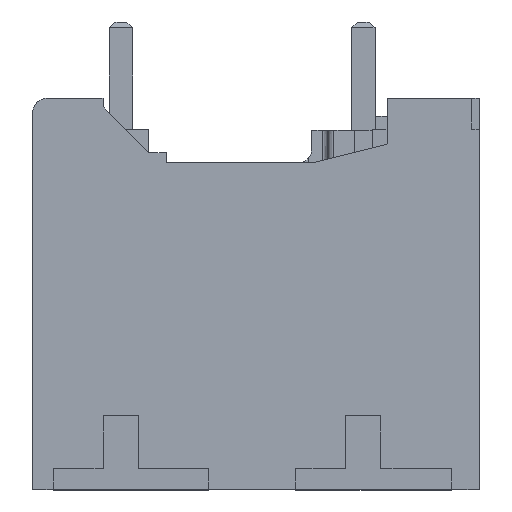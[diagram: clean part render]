
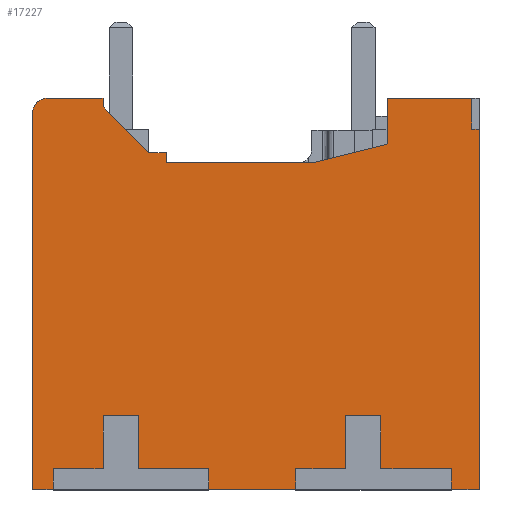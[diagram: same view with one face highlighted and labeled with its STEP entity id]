
A CAD part, top view. The second image highlights one B-rep face of the part: STEP entity #17227.
In plain terms, the highlighted planar face has unit normal (0, 0, 1).
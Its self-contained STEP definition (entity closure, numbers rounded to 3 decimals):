
#597=DIRECTION('',(1.,0.,0.));
#598=VECTOR('',#597,0.7);
#599=CARTESIAN_POINT('',(-3.,0.,2.2));
#600=LINE('',#599,#598);
#609=DIRECTION('',(1.,0.,0.));
#610=VECTOR('',#609,2.95);
#611=CARTESIAN_POINT('',(3.,0.,2.2));
#612=LINE('',#611,#610);
#621=DIRECTION('',(1.,0.,0.));
#622=VECTOR('',#621,0.95);
#623=CARTESIAN_POINT('',(11.25,0.,2.2));
#624=LINE('',#623,#622);
#1512=DIRECTION('',(-1.,0.,0.));
#1513=VECTOR('',#1512,1.895);
#1514=CARTESIAN_POINT('',(-0.605,13.3,2.2));
#1515=LINE('',#1514,#1513);
#3141=DIRECTION('',(0.707,0.707,0.));
#3142=VECTOR('',#3141,0.039);
#3143=CARTESIAN_POINT('',(9.032,11.732,2.2));
#3144=LINE('',#3143,#3142);
#3145=DIRECTION('',(0.,-1.,0.));
#3146=VECTOR('',#3145,1.541);
#3147=CARTESIAN_POINT('',(9.059,13.3,2.2));
#3148=LINE('',#3147,#3146);
#3149=DIRECTION('',(-1.,0.,0.));
#3150=VECTOR('',#3149,2.878);
#3151=CARTESIAN_POINT('',(11.938,13.3,2.2));
#3152=LINE('',#3151,#3150);
#3153=DIRECTION('',(0.,1.,0.));
#3154=VECTOR('',#3153,1.05);
#3155=CARTESIAN_POINT('',(11.938,12.25,2.2));
#3156=LINE('',#3155,#3154);
#3157=DIRECTION('',(1.,0.,0.));
#3158=VECTOR('',#3157,0.262);
#3159=CARTESIAN_POINT('',(11.938,12.25,2.2));
#3160=LINE('',#3159,#3158);
#3161=DIRECTION('',(0.,-1.,0.));
#3162=VECTOR('',#3161,12.25);
#3163=CARTESIAN_POINT('',(12.2,12.25,2.2));
#3164=LINE('',#3163,#3162);
#3165=DIRECTION('',(-1.,0.,0.));
#3166=VECTOR('',#3165,2.4);
#3167=CARTESIAN_POINT('',(11.25,0.7,2.2));
#3168=LINE('',#3167,#3166);
#3169=DIRECTION('',(-1.,0.,0.));
#3170=VECTOR('',#3169,1.2);
#3171=CARTESIAN_POINT('',(8.85,2.5,2.2));
#3172=LINE('',#3171,#3170);
#3173=DIRECTION('',(0.,-1.,0.));
#3174=VECTOR('',#3173,1.8);
#3175=CARTESIAN_POINT('',(7.65,2.5,2.2));
#3176=LINE('',#3175,#3174);
#3177=DIRECTION('',(-1.,0.,0.));
#3178=VECTOR('',#3177,1.7);
#3179=CARTESIAN_POINT('',(7.65,0.7,2.2));
#3180=LINE('',#3179,#3178);
#3181=DIRECTION('',(0.,-1.,0.));
#3182=VECTOR('',#3181,0.7);
#3183=CARTESIAN_POINT('',(5.95,0.7,2.2));
#3184=LINE('',#3183,#3182);
#3185=DIRECTION('',(-1.,0.,0.));
#3186=VECTOR('',#3185,2.4);
#3187=CARTESIAN_POINT('',(3.,0.7,2.2));
#3188=LINE('',#3187,#3186);
#3189=DIRECTION('',(-1.,0.,0.));
#3190=VECTOR('',#3189,1.2);
#3191=CARTESIAN_POINT('',(0.6,2.5,2.2));
#3192=LINE('',#3191,#3190);
#3193=DIRECTION('',(0.,-1.,0.));
#3194=VECTOR('',#3193,1.8);
#3195=CARTESIAN_POINT('',(-0.6,2.5,2.2));
#3196=LINE('',#3195,#3194);
#3197=DIRECTION('',(-1.,0.,0.));
#3198=VECTOR('',#3197,1.7);
#3199=CARTESIAN_POINT('',(-0.6,0.7,2.2));
#3200=LINE('',#3199,#3198);
#3201=DIRECTION('',(0.,-1.,0.));
#3202=VECTOR('',#3201,0.7);
#3203=CARTESIAN_POINT('',(-2.3,0.7,2.2));
#3204=LINE('',#3203,#3202);
#3205=DIRECTION('',(0.,1.,0.));
#3206=VECTOR('',#3205,12.8);
#3207=CARTESIAN_POINT('',(-3.,0.,2.2));
#3208=LINE('',#3207,#3206);
#3209=CARTESIAN_POINT('',(-2.5,12.8,2.2));
#3210=DIRECTION('',(0.,0.,-1.));
#3211=DIRECTION('',(-1.,0.,0.));
#3212=AXIS2_PLACEMENT_3D('',#3209,#3210,#3211);
#3214=DIRECTION('',(0.,1.,0.));
#3215=VECTOR('',#3214,0.295);
#3216=CARTESIAN_POINT('',(-0.605,13.005,2.2));
#3217=LINE('',#3216,#3215);
#3218=DIRECTION('',(0.707,-0.707,0.));
#3219=VECTOR('',#3218,2.199);
#3220=CARTESIAN_POINT('',(-0.605,13.005,2.2));
#3221=LINE('',#3220,#3219);
#3222=DIRECTION('',(-1.,0.,0.));
#3223=VECTOR('',#3222,0.596);
#3224=CARTESIAN_POINT('',(1.546,11.451,2.2));
#3225=LINE('',#3224,#3223);
#3226=DIRECTION('',(0.,1.,0.));
#3227=VECTOR('',#3226,0.351);
#3228=CARTESIAN_POINT('',(1.546,11.1,2.2));
#3229=LINE('',#3228,#3227);
#3230=DIRECTION('',(1.,0.,0.));
#3231=VECTOR('',#3230,4.959);
#3232=CARTESIAN_POINT('',(1.546,11.1,2.2));
#3233=LINE('',#3232,#3231);
#3234=DIRECTION('',(-0.97,-0.243,0.));
#3235=VECTOR('',#3234,2.604);
#3236=CARTESIAN_POINT('',(9.032,11.732,2.2));
#3237=LINE('',#3236,#3235);
#3402=DIRECTION('',(0.,-1.,0.));
#3403=VECTOR('',#3402,0.7);
#3404=CARTESIAN_POINT('',(11.25,0.7,2.2));
#3405=LINE('',#3404,#3403);
#3426=DIRECTION('',(0.,-1.,0.));
#3427=VECTOR('',#3426,1.8);
#3428=CARTESIAN_POINT('',(8.85,2.5,2.2));
#3429=LINE('',#3428,#3427);
#3466=DIRECTION('',(0.,-1.,0.));
#3467=VECTOR('',#3466,0.7);
#3468=CARTESIAN_POINT('',(3.,0.7,2.2));
#3469=LINE('',#3468,#3467);
#3490=DIRECTION('',(0.,-1.,0.));
#3491=VECTOR('',#3490,1.8);
#3492=CARTESIAN_POINT('',(0.6,2.5,2.2));
#3493=LINE('',#3492,#3491);
#9805=CARTESIAN_POINT('',(3.,0.,2.2));
#9806=CARTESIAN_POINT('',(5.95,0.,2.2));
#9807=VERTEX_POINT('',#9805);
#9808=VERTEX_POINT('',#9806);
#9813=CARTESIAN_POINT('',(11.25,0.,2.2));
#9814=VERTEX_POINT('',#9813);
#9815=CARTESIAN_POINT('',(12.2,0.,2.2));
#9816=VERTEX_POINT('',#9815);
#9825=CARTESIAN_POINT('',(-3.,0.,2.2));
#9826=VERTEX_POINT('',#9825);
#9827=CARTESIAN_POINT('',(-2.3,0.,2.2));
#9828=VERTEX_POINT('',#9827);
#9974=CARTESIAN_POINT('',(12.2,12.25,2.2));
#9976=VERTEX_POINT('',#9974);
#10012=CARTESIAN_POINT('',(-2.5,13.3,2.2));
#10014=VERTEX_POINT('',#10012);
#10015=CARTESIAN_POINT('',(7.65,2.5,2.2));
#10016=CARTESIAN_POINT('',(7.65,0.7,2.2));
#10017=VERTEX_POINT('',#10015);
#10018=VERTEX_POINT('',#10016);
#10019=CARTESIAN_POINT('',(5.95,0.7,2.2));
#10020=VERTEX_POINT('',#10019);
#10021=CARTESIAN_POINT('',(3.,0.7,2.2));
#10022=VERTEX_POINT('',#10021);
#10023=CARTESIAN_POINT('',(0.6,0.7,2.2));
#10024=VERTEX_POINT('',#10023);
#10025=CARTESIAN_POINT('',(0.6,2.5,2.2));
#10026=VERTEX_POINT('',#10025);
#10027=CARTESIAN_POINT('',(-0.6,2.5,2.2));
#10028=VERTEX_POINT('',#10027);
#10029=CARTESIAN_POINT('',(-0.6,0.7,2.2));
#10030=VERTEX_POINT('',#10029);
#10031=CARTESIAN_POINT('',(-2.3,0.7,2.2));
#10032=VERTEX_POINT('',#10031);
#10033=CARTESIAN_POINT('',(-3.,12.8,2.2));
#10034=VERTEX_POINT('',#10033);
#10035=CARTESIAN_POINT('',(11.25,0.7,2.2));
#10036=VERTEX_POINT('',#10035);
#10037=CARTESIAN_POINT('',(8.85,0.7,2.2));
#10038=VERTEX_POINT('',#10037);
#10039=CARTESIAN_POINT('',(8.85,2.5,2.2));
#10040=VERTEX_POINT('',#10039);
#10462=CARTESIAN_POINT('',(11.938,13.3,2.2));
#10463=CARTESIAN_POINT('',(9.059,13.3,2.2));
#10464=VERTEX_POINT('',#10462);
#10465=VERTEX_POINT('',#10463);
#10477=CARTESIAN_POINT('',(6.505,11.1,2.2));
#10479=VERTEX_POINT('',#10477);
#10485=CARTESIAN_POINT('',(1.546,11.1,2.2));
#10487=VERTEX_POINT('',#10485);
#10489=CARTESIAN_POINT('',(0.949,11.451,2.2));
#10491=VERTEX_POINT('',#10489);
#10493=CARTESIAN_POINT('',(-0.605,13.005,2.2));
#10495=VERTEX_POINT('',#10493);
#10519=CARTESIAN_POINT('',(11.938,12.25,2.2));
#10521=VERTEX_POINT('',#10519);
#10539=CARTESIAN_POINT('',(9.059,11.759,2.2));
#10541=VERTEX_POINT('',#10539);
#10543=CARTESIAN_POINT('',(9.032,11.732,2.2));
#10545=VERTEX_POINT('',#10543);
#10860=CARTESIAN_POINT('',(1.546,11.451,2.2));
#10861=VERTEX_POINT('',#10860);
#10862=CARTESIAN_POINT('',(-0.605,13.3,2.2));
#10863=VERTEX_POINT('',#10862);
#17167=CARTESIAN_POINT('',(0.,0.,2.2));
#17168=DIRECTION('',(0.,0.,1.));
#17169=DIRECTION('',(1.,0.,0.));
#17170=AXIS2_PLACEMENT_3D('',#17167,#17168,#17169);
#17171=PLANE('',#17170);
#17172=ORIENTED_EDGE('',*,*,#17160,.T.);
#17173=ORIENTED_EDGE('',*,*,#15435,.F.);
#17175=ORIENTED_EDGE('',*,*,#17174,.F.);
#17177=ORIENTED_EDGE('',*,*,#17176,.F.);
#17179=ORIENTED_EDGE('',*,*,#17178,.T.);
#17181=ORIENTED_EDGE('',*,*,#17180,.T.);
#17182=ORIENTED_EDGE('',*,*,#12698,.F.);
#17184=ORIENTED_EDGE('',*,*,#17183,.F.);
#17186=ORIENTED_EDGE('',*,*,#17185,.T.);
#17188=ORIENTED_EDGE('',*,*,#17187,.F.);
#17190=ORIENTED_EDGE('',*,*,#17189,.T.);
#17192=ORIENTED_EDGE('',*,*,#17191,.T.);
#17194=ORIENTED_EDGE('',*,*,#17193,.T.);
#17196=ORIENTED_EDGE('',*,*,#17195,.T.);
#17197=ORIENTED_EDGE('',*,*,#12690,.F.);
#17199=ORIENTED_EDGE('',*,*,#17198,.F.);
#17201=ORIENTED_EDGE('',*,*,#17200,.T.);
#17203=ORIENTED_EDGE('',*,*,#17202,.F.);
#17205=ORIENTED_EDGE('',*,*,#17204,.T.);
#17207=ORIENTED_EDGE('',*,*,#17206,.T.);
#17209=ORIENTED_EDGE('',*,*,#17208,.T.);
#17211=ORIENTED_EDGE('',*,*,#17210,.T.);
#17212=ORIENTED_EDGE('',*,*,#12682,.F.);
#17214=ORIENTED_EDGE('',*,*,#17213,.T.);
#17216=ORIENTED_EDGE('',*,*,#17215,.T.);
#17217=ORIENTED_EDGE('',*,*,#15073,.F.);
#17218=ORIENTED_EDGE('',*,*,#15054,.F.);
#17220=ORIENTED_EDGE('',*,*,#17219,.T.);
#17221=ORIENTED_EDGE('',*,*,#14880,.F.);
#17222=ORIENTED_EDGE('',*,*,#14817,.F.);
#17223=ORIENTED_EDGE('',*,*,#14736,.T.);
#17224=ORIENTED_EDGE('',*,*,#14375,.F.);
#17225=EDGE_LOOP('',(#17172,#17173,#17175,#17177,#17179,#17181,#17182,#17184,
#17186,#17188,#17190,#17192,#17194,#17196,#17197,#17199,#17201,#17203,#17205,
#17207,#17209,#17211,#17212,#17214,#17216,#17217,#17218,#17220,#17221,#17222,
#17223,#17224));
#17226=FACE_OUTER_BOUND('',#17225,.F.);
#3213=CIRCLE('',#3212,0.5);
#12682=EDGE_CURVE('',#9826,#9828,#600,.T.);
#12690=EDGE_CURVE('',#9807,#9808,#612,.T.);
#12698=EDGE_CURVE('',#9814,#9816,#624,.T.);
#14375=EDGE_CURVE('',#10545,#10479,#3237,.T.);
#14736=EDGE_CURVE('',#10487,#10479,#3233,.T.);
#14817=EDGE_CURVE('',#10487,#10861,#3229,.T.);
#14880=EDGE_CURVE('',#10861,#10491,#3225,.T.);
#15054=EDGE_CURVE('',#10495,#10863,#3217,.T.);
#15073=EDGE_CURVE('',#10863,#10014,#1515,.T.);
#15435=EDGE_CURVE('',#10465,#10541,#3148,.T.);
#17160=EDGE_CURVE('',#10545,#10541,#3144,.T.);
#17174=EDGE_CURVE('',#10464,#10465,#3152,.T.);
#17176=EDGE_CURVE('',#10521,#10464,#3156,.T.);
#17178=EDGE_CURVE('',#10521,#9976,#3160,.T.);
#17180=EDGE_CURVE('',#9976,#9816,#3164,.T.);
#17183=EDGE_CURVE('',#10036,#9814,#3405,.T.);
#17185=EDGE_CURVE('',#10036,#10038,#3168,.T.);
#17187=EDGE_CURVE('',#10040,#10038,#3429,.T.);
#17189=EDGE_CURVE('',#10040,#10017,#3172,.T.);
#17191=EDGE_CURVE('',#10017,#10018,#3176,.T.);
#17193=EDGE_CURVE('',#10018,#10020,#3180,.T.);
#17195=EDGE_CURVE('',#10020,#9808,#3184,.T.);
#17198=EDGE_CURVE('',#10022,#9807,#3469,.T.);
#17200=EDGE_CURVE('',#10022,#10024,#3188,.T.);
#17202=EDGE_CURVE('',#10026,#10024,#3493,.T.);
#17204=EDGE_CURVE('',#10026,#10028,#3192,.T.);
#17206=EDGE_CURVE('',#10028,#10030,#3196,.T.);
#17208=EDGE_CURVE('',#10030,#10032,#3200,.T.);
#17210=EDGE_CURVE('',#10032,#9828,#3204,.T.);
#17213=EDGE_CURVE('',#9826,#10034,#3208,.T.);
#17215=EDGE_CURVE('',#10034,#10014,#3213,.T.);
#17219=EDGE_CURVE('',#10495,#10491,#3221,.T.);
#17227=ADVANCED_FACE('',(#17226),#17171,.T.);
